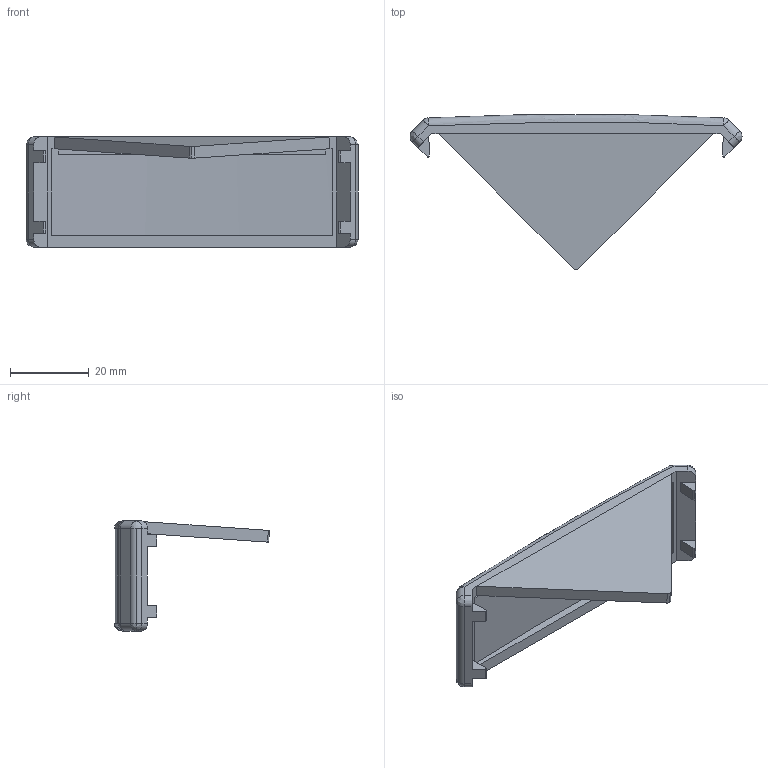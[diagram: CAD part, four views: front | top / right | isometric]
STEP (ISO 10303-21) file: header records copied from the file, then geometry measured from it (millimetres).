
FILE_DESCRIPTION (( 'STEP AP214' ), '1' );
FILE_NAME ('6268125', '2019-01-28T17:15:29', ( '' ), ('JUGARD+KÜNSTNER GmbH'), 'SwSTEP 2.0', 'SolidWorks 2017', '' );
FILE_SCHEMA (( 'AUTOMOTIVE_DESIGN' ));
Length unit declared in the file: millimetre
Products named in the file (1): 6268125
Bounding box: 84.43 x 39.39 x 28 mm (x, y, z)
Volume: 11828.5 mm3; surface area: 8794.4 mm2
Topology: 1 solids, 1 shells, 72 faces, 186 edges, 110 vertices
Faces by surface type: plane 38, cylinder 22, bspline 12
Entity records: 2284 total; most frequent: CARTESIAN_POINT 549, ORIENTED_EDGE 360, DIRECTION 354, EDGE_CURVE 180, VECTOR 124, LINE 124, AXIS2_PLACEMENT_3D 115, VERTEX_POINT 110
